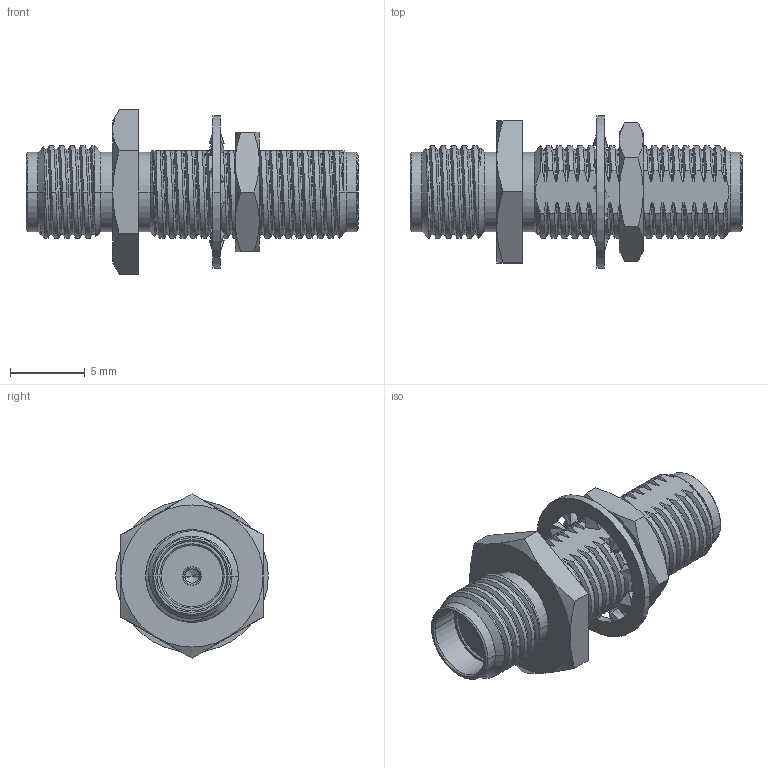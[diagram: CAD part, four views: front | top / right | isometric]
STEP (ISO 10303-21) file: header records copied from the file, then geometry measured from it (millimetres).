
FILE_DESCRIPTION((''),'2;1');
FILE_NAME('SMA7471B1-003-3GT50G-50_ASM','2010-02-25T',('kj-42'),(''),'PRO/ENGINEER BY PARAMETRIC TECHNOLOGY CORPORATION, 2008010','PRO/ENGINEER BY PARAMETRIC TECHNOLOGY CORPORATION, 2008010','');
FILE_SCHEMA(('CONFIG_CONTROL_DESIGN'));
Length unit declared in the file: millimetre
Products named in the file (6): BD11ACS01A; SMA7471B1-2T-50; SMA7910-3; LW-102X65X05; HN8-1X4-36X16; SMA7471B1-003-3GT50G-50_ASM
Assembly tree (6 placements, depth 2):
  SMA7471B1-003-3GT50G-50_ASM
    BD11ACS01A
    SMA7471B1-2T-50  x2
    SMA7910-3
    LW-102X65X05
    HN8-1X4-36X16
Bounding box: 22.2 x 10.2 x 10.97 mm (x, y, z)
Volume: 664.2 mm3; surface area: 1657.8 mm2
Topology: 6 solids, 6 shells, 317 faces, 835 edges, 536 vertices
Faces by surface type: bspline 121, cylinder 87, plane 59, cone 50
Entity records: 23808 total; most frequent: CARTESIAN_POINT 16836, ORIENTED_EDGE 1638, DIRECTION 1064, EDGE_CURVE 819, VERTEX_POINT 528, AXIS2_PLACEMENT_3D 373, B_SPLINE_CURVE_WITH_KNOTS 330, EDGE_LOOP 329
